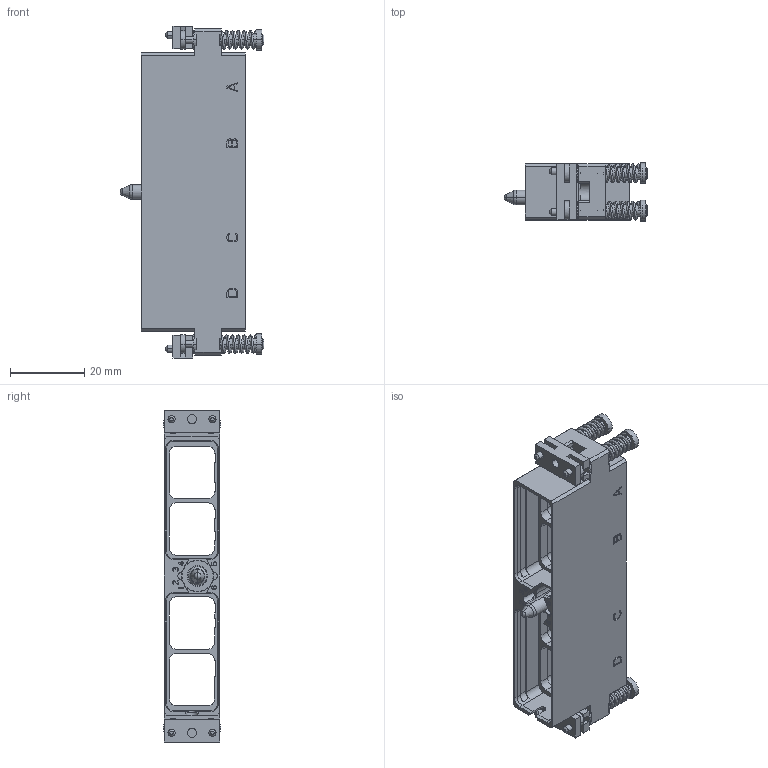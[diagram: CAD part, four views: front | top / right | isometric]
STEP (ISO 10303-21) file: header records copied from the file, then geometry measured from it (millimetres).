
FILE_DESCRIPTION((''),'2;1');
FILE_NAME('SIM2D89V','2019-09-10T',('presta_be4'),(''),'PRO/ENGINEER BY PARAMETRIC TECHNOLOGY CORPORATION, 2014310','PRO/ENGINEER BY PARAMETRIC TECHNOLOGY CORPORATION, 2014310','');
FILE_SCHEMA(('CONFIG_CONTROL_DESIGN'));
Products named in the file (1): SIM2D89V
Bounding box: 38.74 x 15.5 x 89.5 mm (x, y, z)
Volume: 10151.3 mm3; surface area: 16369.2 mm2
Topology: 1 solids, 1 shells, 1102 faces, 3058 edges, 1969 vertices
Faces by surface type: plane 755, cylinder 273, cone 54, bspline 16, sphere 4
Entity records: 48792 total; most frequent: CARTESIAN_POINT 20050, ORIENTED_EDGE 6112, DIRECTION 5894, EDGE_CURVE 3056, VECTOR 2200, LINE 2200, VERTEX_POINT 1971, AXIS2_PLACEMENT_3D 1847
